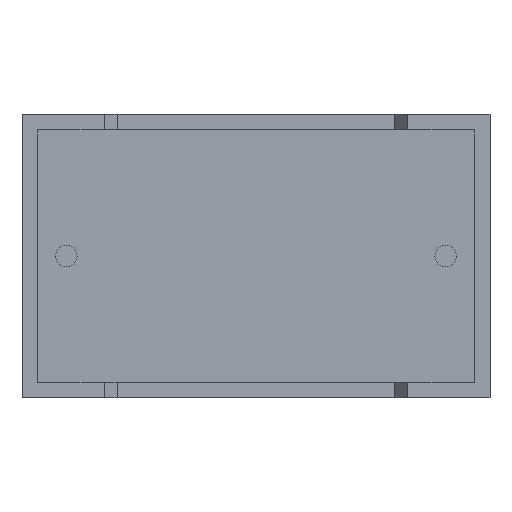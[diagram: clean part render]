
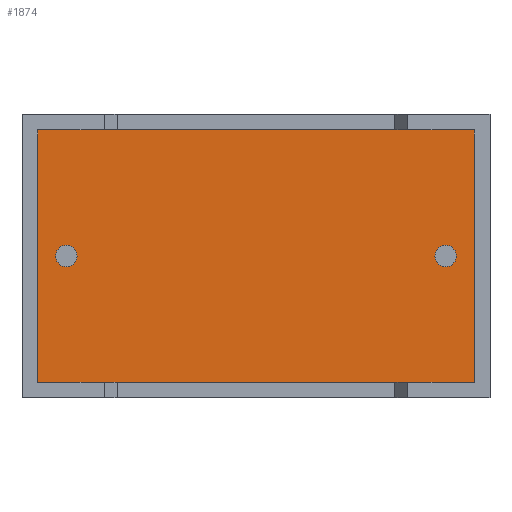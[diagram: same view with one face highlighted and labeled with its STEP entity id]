
A CAD part, front view. The second image highlights one B-rep face of the part: STEP entity #1874.
In plain terms, the highlighted planar face has unit normal (0, -1, 0).
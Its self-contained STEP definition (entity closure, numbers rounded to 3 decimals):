
#12 = DIRECTION ( 'NONE',  ( 0., -1., 0. ) ) ;
#20 = CARTESIAN_POINT ( 'NONE',  ( 0.617, 0.75, 0.617 ) ) ;
#36 = EDGE_CURVE ( 'NONE', #2210, #1774, #3059, .T. ) ;
#80 = EDGE_CURVE ( 'NONE', #1774, #2210, #592, .T. ) ;
#174 = EDGE_CURVE ( 'NONE', #2721, #2990, #2138, .T. ) ;
#194 = CARTESIAN_POINT ( 'NONE',  ( 16.75, 0.75, 5.6 ) ) ;
#365 = PLANE ( 'NONE',  #694 ) ;
#390 = CARTESIAN_POINT ( 'NONE',  ( 0.617, 0.75, 10.583 ) ) ;
#392 = CARTESIAN_POINT ( 'NONE',  ( 17.883, 0.75, 10.583 ) ) ;
#425 = DIRECTION ( 'NONE',  ( 0., -1., 0. ) ) ;
#435 = DIRECTION ( 'NONE',  ( 0., 0., -1. ) ) ;
#506 = AXIS2_PLACEMENT_3D ( 'NONE', #2146, #12, #1622 ) ;
#510 = FACE_BOUND ( 'NONE', #682, .T. ) ;
#547 = AXIS2_PLACEMENT_3D ( 'NONE', #194, #734, #1932 ) ;
#568 = ORIENTED_EDGE ( 'NONE', *, *, #2991, .T. ) ;
#592 = CIRCLE ( 'NONE', #833, 0.425 ) ;
#596 = FACE_OUTER_BOUND ( 'NONE', #1888, .T. ) ;
#602 = CARTESIAN_POINT ( 'NONE',  ( 16.75, 0.75, 6.025 ) ) ;
#667 = CARTESIAN_POINT ( 'NONE',  ( 1.75, 0.75, 5.6 ) ) ;
#682 = EDGE_LOOP ( 'NONE', ( #2777, #1705 ) ) ;
#694 = AXIS2_PLACEMENT_3D ( 'NONE', #1327, #1758, #2242 ) ;
#734 = DIRECTION ( 'NONE',  ( 0., -1., 0. ) ) ;
#753 = VECTOR ( 'NONE', #1230, 1000. ) ;
#833 = AXIS2_PLACEMENT_3D ( 'NONE', #1422, #425, #2791 ) ;
#877 = DIRECTION ( 'NONE',  ( 0., 0., -1. ) ) ;
#914 = CARTESIAN_POINT ( 'NONE',  ( 17.883, 0.75, 0.617 ) ) ;
#942 = DIRECTION ( 'NONE',  ( 1., 0., 0. ) ) ;
#944 = VECTOR ( 'NONE', #877, 1000. ) ;
#996 = ORIENTED_EDGE ( 'NONE', *, *, #174, .T. ) ;
#1037 = CARTESIAN_POINT ( 'NONE',  ( 0.617, 0.75, 0.617 ) ) ;
#1053 = ORIENTED_EDGE ( 'NONE', *, *, #80, .F. ) ;
#1054 = VERTEX_POINT ( 'NONE', #392 ) ;
#1090 = CIRCLE ( 'NONE', #547, 0.425 ) ;
#1226 = ORIENTED_EDGE ( 'NONE', *, *, #2582, .T. ) ;
#1230 = DIRECTION ( 'NONE',  ( 0., 0., 1. ) ) ;
#1312 = FACE_BOUND ( 'NONE', #2198, .T. ) ;
#1327 = CARTESIAN_POINT ( 'NONE',  ( 0., 0.75, 0. ) ) ;
#1344 = ORIENTED_EDGE ( 'NONE', *, *, #2189, .T. ) ;
#1422 = CARTESIAN_POINT ( 'NONE',  ( 1.75, 0.75, 5.6 ) ) ;
#1512 = LINE ( 'NONE', #1721, #753 ) ;
#1574 = ORIENTED_EDGE ( 'NONE', *, *, #36, .F. ) ;
#1622 = DIRECTION ( 'NONE',  ( 0., 0., -1. ) ) ;
#1628 = DIRECTION ( 'NONE',  ( -1., 0., 0. ) ) ;
#1629 = VERTEX_POINT ( 'NONE', #2693 ) ;
#1669 = VERTEX_POINT ( 'NONE', #602 ) ;
#1705 = ORIENTED_EDGE ( 'NONE', *, *, #2552, .F. ) ;
#1721 = CARTESIAN_POINT ( 'NONE',  ( 17.883, 0.75, 0.617 ) ) ;
#1726 = AXIS2_PLACEMENT_3D ( 'NONE', #667, #2313, #435 ) ;
#1758 = DIRECTION ( 'NONE',  ( 0., -1., 0. ) ) ;
#1774 = VERTEX_POINT ( 'NONE', #2799 ) ;
#1813 = LINE ( 'NONE', #390, #944 ) ;
#1814 = EDGE_CURVE ( 'NONE', #1669, #1629, #1090, .T. ) ;
#1841 = CIRCLE ( 'NONE', #506, 0.425 ) ;
#1864 = LINE ( 'NONE', #2792, #2671 ) ;
#1874 = ADVANCED_FACE ( 'NONE', ( #510, #596, #1312 ), #365, .T. ) ;
#1888 = EDGE_LOOP ( 'NONE', ( #1344, #996, #1226, #568 ) ) ;
#1898 = CARTESIAN_POINT ( 'NONE',  ( 0.617, 0.75, 10.583 ) ) ;
#1932 = DIRECTION ( 'NONE',  ( 0., 0., -1. ) ) ;
#1973 = VECTOR ( 'NONE', #942, 1000. ) ;
#2138 = LINE ( 'NONE', #20, #1973 ) ;
#2146 = CARTESIAN_POINT ( 'NONE',  ( 16.75, 0.75, 5.6 ) ) ;
#2189 = EDGE_CURVE ( 'NONE', #2941, #2721, #1813, .T. ) ;
#2198 = EDGE_LOOP ( 'NONE', ( #1053, #1574 ) ) ;
#2210 = VERTEX_POINT ( 'NONE', #2493 ) ;
#2242 = DIRECTION ( 'NONE',  ( 0., 0., -1. ) ) ;
#2313 = DIRECTION ( 'NONE',  ( 0., -1., 0. ) ) ;
#2493 = CARTESIAN_POINT ( 'NONE',  ( 1.75, 0.75, 5.175 ) ) ;
#2552 = EDGE_CURVE ( 'NONE', #1629, #1669, #1841, .T. ) ;
#2582 = EDGE_CURVE ( 'NONE', #2990, #1054, #1512, .T. ) ;
#2671 = VECTOR ( 'NONE', #1628, 1000. ) ;
#2693 = CARTESIAN_POINT ( 'NONE',  ( 16.75, 0.75, 5.175 ) ) ;
#2721 = VERTEX_POINT ( 'NONE', #1037 ) ;
#2777 = ORIENTED_EDGE ( 'NONE', *, *, #1814, .F. ) ;
#2791 = DIRECTION ( 'NONE',  ( 0., 0., -1. ) ) ;
#2792 = CARTESIAN_POINT ( 'NONE',  ( 17.883, 0.75, 10.583 ) ) ;
#2799 = CARTESIAN_POINT ( 'NONE',  ( 1.75, 0.75, 6.025 ) ) ;
#2941 = VERTEX_POINT ( 'NONE', #1898 ) ;
#2990 = VERTEX_POINT ( 'NONE', #914 ) ;
#2991 = EDGE_CURVE ( 'NONE', #1054, #2941, #1864, .T. ) ;
#3059 = CIRCLE ( 'NONE', #1726, 0.425 ) ;
